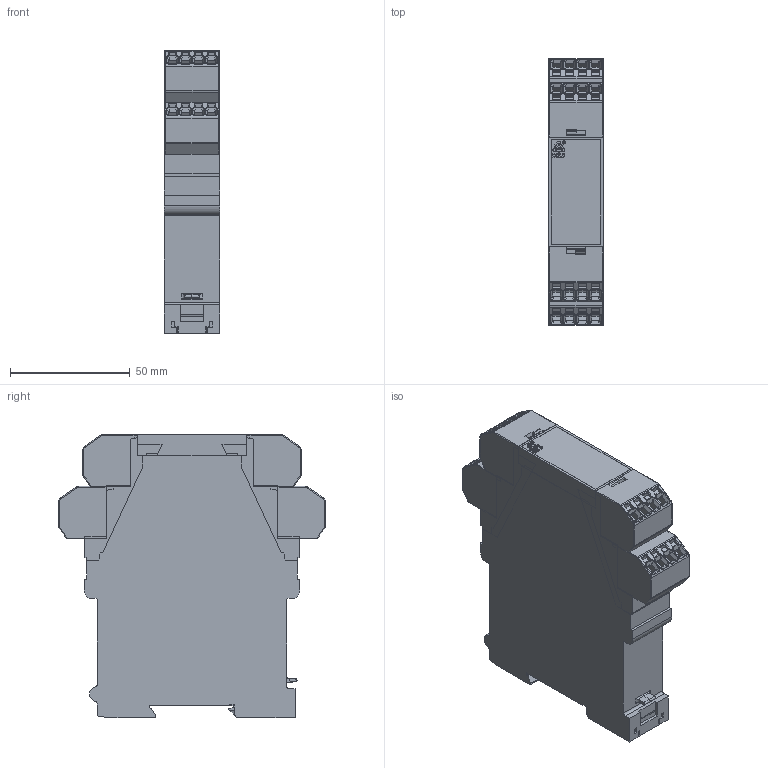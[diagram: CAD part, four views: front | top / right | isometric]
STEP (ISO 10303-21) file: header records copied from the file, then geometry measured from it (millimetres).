
FILE_DESCRIPTION (( 'STEP AP214' ), '1' );
FILE_NAME ('LG5924.STEP', '2024-05-30T16:05:02', ( '' ), ( '' ), 'SwSTEP 2.0', 'SolidWorks 2023', '' );
FILE_SCHEMA (( 'AUTOMOTIVE_DESIGN' ));
Length unit declared in the file: inch
Products named in the file (1): LG5924
Bounding box: 23 x 111.25 x 118 mm (x, y, z)
Volume: 244636.5 mm3; surface area: 49392.8 mm2
Topology: 18 solids, 24 shells, 1620 faces, 4170 edges, 2570 vertices
Faces by surface type: plane 1027, cylinder 335, bspline 248, cone 10
Full cylindrical faces by diameter (mm): 1.24 x1, 1.34 x1, 1.7 x8
Entity records: 62687 total; most frequent: CARTESIAN_POINT 25877, ORIENTED_EDGE 8176, DIRECTION 6495, EDGE_CURVE 4088, LINE 2859, VECTOR 2859, VERTEX_POINT 2562, AXIS2_PLACEMENT_3D 1818
